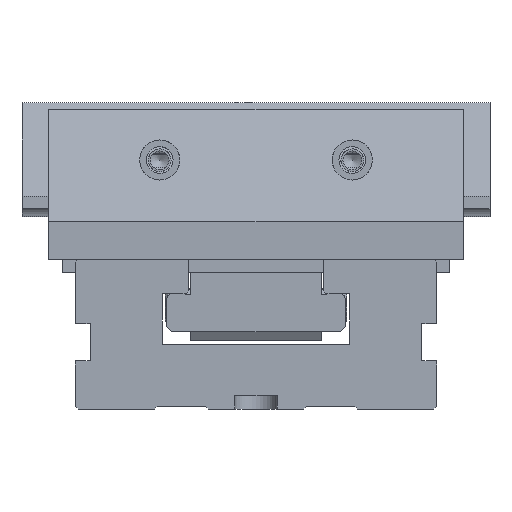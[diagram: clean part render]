
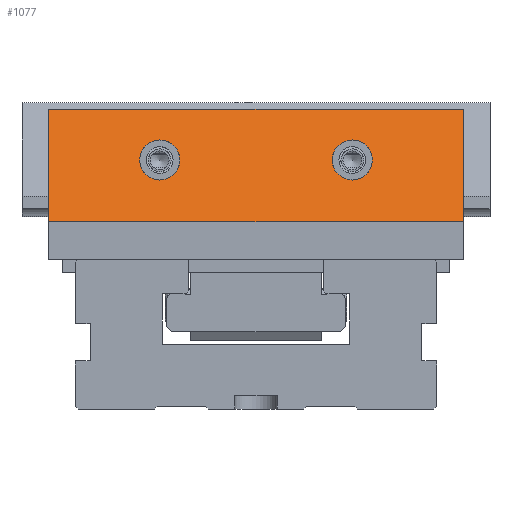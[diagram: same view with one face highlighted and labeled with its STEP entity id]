
A CAD part, left-side view. The second image highlights one B-rep face of the part: STEP entity #1077.
In plain terms, the highlighted planar face has unit normal (-0.924, 0, 0.383).
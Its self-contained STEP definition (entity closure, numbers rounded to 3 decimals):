
#423=FACE_BOUND('',#2158,.T.);
#424=FACE_BOUND('',#2159,.T.);
#425=FACE_BOUND('',#2160,.T.);
#1077=ADVANCED_FACE('',(#423,#424,#425),#1513,.F.);
#1513=PLANE('',#8211);
#2158=EDGE_LOOP('',(#4549,#4550,#4551,#4552));
#2159=EDGE_LOOP('',(#4553));
#2160=EDGE_LOOP('',(#4554));
#2809=LINE('',#11369,#3514);
#2812=LINE('',#11379,#3517);
#2820=LINE('',#11394,#3525);
#2837=LINE('',#11440,#3542);
#3514=VECTOR('',#9154,1.);
#3517=VECTOR('',#9163,1.);
#3525=VECTOR('',#9173,1.);
#3542=VECTOR('',#9210,1.);
#4549=ORIENTED_EDGE('',*,*,#7129,.T.);
#4550=ORIENTED_EDGE('',*,*,#7142,.T.);
#4551=ORIENTED_EDGE('',*,*,#7134,.T.);
#4552=ORIENTED_EDGE('',*,*,#7166,.T.);
#4553=ORIENTED_EDGE('',*,*,#7186,.F.);
#4554=ORIENTED_EDGE('',*,*,#7180,.F.);
#6309=VERTEX_POINT('',#11370);
#6310=VERTEX_POINT('',#11371);
#6313=VERTEX_POINT('',#11380);
#6314=VERTEX_POINT('',#11381);
#6345=VERTEX_POINT('',#11470);
#6352=VERTEX_POINT('',#11492);
#7129=EDGE_CURVE('',#6309,#6310,#2809,.T.);
#7134=EDGE_CURVE('',#6313,#6314,#2812,.T.);
#7142=EDGE_CURVE('',#6310,#6313,#2820,.T.);
#7166=EDGE_CURVE('',#6314,#6309,#2837,.T.);
#7180=EDGE_CURVE('',#6345,#6345,#8012,.T.);
#7186=EDGE_CURVE('',#6352,#6352,#8013,.T.);
#8012=ELLIPSE('',#8185,8.118,7.5);
#8013=ELLIPSE('',#8200,8.118,7.5);
#8185=AXIS2_PLACEMENT_3D('',#11469,#9245,#9246);
#8200=AXIS2_PLACEMENT_3D('',#11491,#9275,#9276);
#8211=AXIS2_PLACEMENT_3D('',#11507,#9297,#9298);
#9154=DIRECTION('',(0.,1.,0.));
#9163=DIRECTION('',(0.,-1.,0.));
#9173=DIRECTION('',(-0.383,0.,-0.924));
#9210=DIRECTION('',(0.383,0.,0.924));
#9245=DIRECTION('',(-0.924,0.,0.383));
#9246=DIRECTION('',(0.383,0.,0.924));
#9275=DIRECTION('',(-0.924,0.,0.383));
#9276=DIRECTION('',(0.383,0.,0.924));
#9297=DIRECTION('',(0.924,0.,-0.383));
#9298=DIRECTION('',(0.383,0.,0.924));
#11369=CARTESIAN_POINT('',(17.407,67.5,112.45));
#11370=CARTESIAN_POINT('',(17.407,-10.,112.45));
#11371=CARTESIAN_POINT('',(17.407,145.,112.45));
#11379=CARTESIAN_POINT('',(0.,67.5,70.427));
#11380=CARTESIAN_POINT('',(0.,145.,70.427));
#11381=CARTESIAN_POINT('',(0.,-10.,70.427));
#11394=CARTESIAN_POINT('',(0.992,145.,72.822));
#11440=CARTESIAN_POINT('',(0.992,-10.,72.822));
#11469=CARTESIAN_POINT('',(9.578,103.5,93.55));
#11470=CARTESIAN_POINT('',(12.685,103.5,101.05));
#11491=CARTESIAN_POINT('',(9.578,31.5,93.55));
#11492=CARTESIAN_POINT('',(12.685,31.5,101.05));
#11507=CARTESIAN_POINT('',(19.291,67.5,117.));
